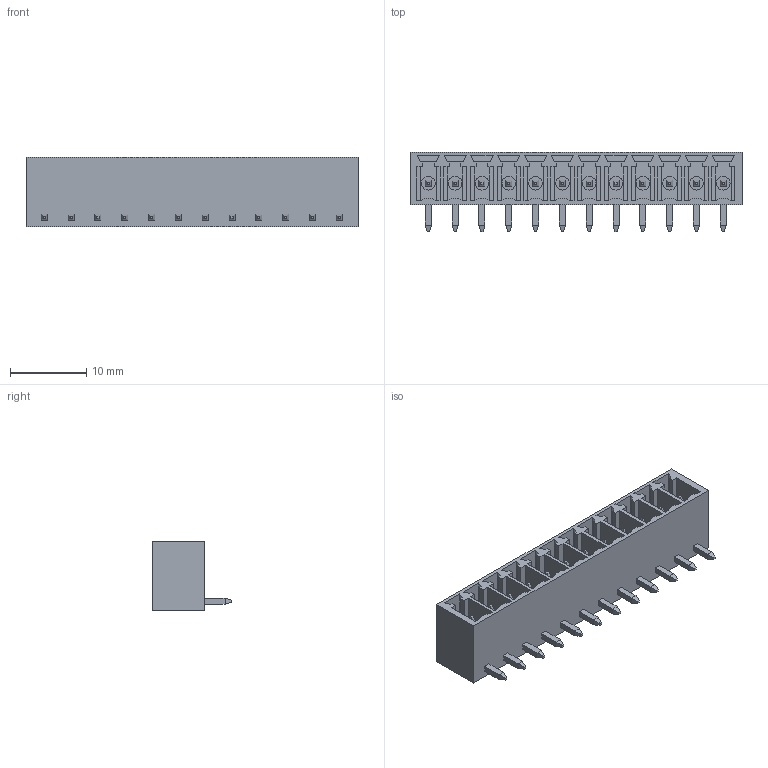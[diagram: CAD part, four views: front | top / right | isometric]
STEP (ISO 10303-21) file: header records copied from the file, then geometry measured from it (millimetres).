
FILE_DESCRIPTION((''),'2;1');
FILE_NAME('395021012','2015-01-20T',('me'),(''),'PRO/ENGINEER BY PARAMETRIC TECHNOLOGY CORPORATION, 2011490','PRO/ENGINEER BY PARAMETRIC TECHNOLOGY CORPORATION, 2011490','');
FILE_SCHEMA(('CONFIG_CONTROL_DESIGN'));
Length unit declared in the file: inch
Products named in the file (1): 395021012
Bounding box: 43.41 x 10.41 x 9.14 mm (x, y, z)
Volume: 1361.3 mm3; surface area: 4018.9 mm2
Topology: 1 solids, 1 shells, 486 faces, 1248 edges, 824 vertices
Faces by surface type: plane 450, cylinder 36
Entity records: 14389 total; most frequent: CARTESIAN_POINT 2511, ORIENTED_EDGE 2424, DIRECTION 2318, EDGE_CURVE 1212, VECTOR 1152, LINE 1152, VERTEX_POINT 776, AXIS2_PLACEMENT_3D 583
